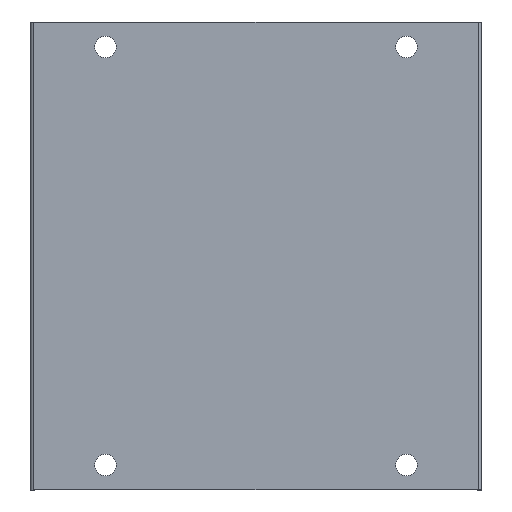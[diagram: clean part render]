
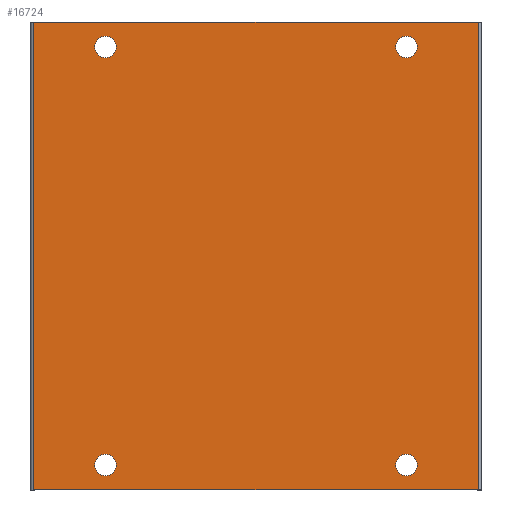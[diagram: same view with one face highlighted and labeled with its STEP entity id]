
A CAD part, front view. The second image highlights one B-rep face of the part: STEP entity #16724.
In plain terms, the highlighted planar face has unit normal (0, -1, 0).
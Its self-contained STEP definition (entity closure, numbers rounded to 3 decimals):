
#144 = DIRECTION ( 'NONE',  ( -1., 0., 0. ) ) ;
#819 = CARTESIAN_POINT ( 'NONE',  ( -45., 0., -59.25 ) ) ;
#1095 = DIRECTION ( 'NONE',  ( 0., 0., 1. ) ) ;
#1544 = ORIENTED_EDGE ( 'NONE', *, *, #4024, .T. ) ;
#1879 = DIRECTION ( 'NONE',  ( 0., 0., 1. ) ) ;
#2213 = LINE ( 'NONE', #3374, #36812 ) ;
#2432 = CARTESIAN_POINT ( 'NONE',  ( 45., 0., -65.75 ) ) ;
#2760 = AXIS2_PLACEMENT_3D ( 'NONE', #41170, #21192, #1095 ) ;
#2785 = CARTESIAN_POINT ( 'NONE',  ( 45., 0., 62.5 ) ) ;
#3104 = DIRECTION ( 'NONE',  ( 0., 1., 0. ) ) ;
#3312 = LINE ( 'NONE', #32958, #20126 ) ;
#3315 = EDGE_LOOP ( 'NONE', ( #21211, #32447, #10612, #23483 ) ) ;
#3374 = CARTESIAN_POINT ( 'NONE',  ( 67.45, 0., 69.95 ) ) ;
#3666 = DIRECTION ( 'NONE',  ( 0., 1., 0. ) ) ;
#4024 = EDGE_CURVE ( 'NONE', #25589, #6894, #16861, .T. ) ;
#5488 = VECTOR ( 'NONE', #16650, 1000. ) ;
#6211 = DIRECTION ( 'NONE',  ( 0., 0., 1. ) ) ;
#6558 = LINE ( 'NONE', #20016, #5488 ) ;
#6666 = VERTEX_POINT ( 'NONE', #819 ) ;
#6894 = VERTEX_POINT ( 'NONE', #2432 ) ;
#6922 = CIRCLE ( 'NONE', #17616, 3.25 ) ;
#6934 = VECTOR ( 'NONE', #11080, 1000. ) ;
#7129 = DIRECTION ( 'NONE',  ( 0., 1., 0. ) ) ;
#7539 = CARTESIAN_POINT ( 'NONE',  ( 67.45, 0., 69.95 ) ) ;
#8370 = CARTESIAN_POINT ( 'NONE',  ( -66.45, 0., -69.95 ) ) ;
#8670 = FACE_BOUND ( 'NONE', #12112, .T. ) ;
#8873 = CARTESIAN_POINT ( 'NONE',  ( 45., 0., 59.25 ) ) ;
#9151 = ORIENTED_EDGE ( 'NONE', *, *, #21044, .T. ) ;
#10612 = ORIENTED_EDGE ( 'NONE', *, *, #11800, .F. ) ;
#10639 = EDGE_CURVE ( 'NONE', #40696, #39347, #22269, .T. ) ;
#10848 = CARTESIAN_POINT ( 'NONE',  ( 45., 0., -59.25 ) ) ;
#11080 = DIRECTION ( 'NONE',  ( -1., 0., 0. ) ) ;
#11514 = ORIENTED_EDGE ( 'NONE', *, *, #33117, .T. ) ;
#11800 = EDGE_CURVE ( 'NONE', #21327, #40237, #15826, .T. ) ;
#11924 = AXIS2_PLACEMENT_3D ( 'NONE', #19108, #42446, #22450 ) ;
#12112 = EDGE_LOOP ( 'NONE', ( #1544, #21988 ) ) ;
#14271 = DIRECTION ( 'NONE',  ( 0., 1., 0. ) ) ;
#14643 = CARTESIAN_POINT ( 'NONE',  ( 66.45, 0., -69.95 ) ) ;
#14877 = CIRCLE ( 'NONE', #26037, 3.25 ) ;
#14905 = ORIENTED_EDGE ( 'NONE', *, *, #16183, .T. ) ;
#15277 = VERTEX_POINT ( 'NONE', #25246 ) ;
#15826 = LINE ( 'NONE', #31094, #6934 ) ;
#15888 = CIRCLE ( 'NONE', #11924, 3.25 ) ;
#16183 = EDGE_CURVE ( 'NONE', #6666, #27069, #27193, .T. ) ;
#16650 = DIRECTION ( 'NONE',  ( 0., 0., 1. ) ) ;
#16724 = ADVANCED_FACE ( 'NONE', ( #17560, #18598, #8670, #35314, #43160 ), #20863, .F. ) ;
#16861 = CIRCLE ( 'NONE', #30555, 3.25 ) ;
#17012 = EDGE_CURVE ( 'NONE', #31739, #40237, #3312, .T. ) ;
#17560 = FACE_BOUND ( 'NONE', #33604, .T. ) ;
#17573 = CARTESIAN_POINT ( 'NONE',  ( 45., 0., -62.5 ) ) ;
#17616 = AXIS2_PLACEMENT_3D ( 'NONE', #17573, #40916, #20918 ) ;
#17645 = EDGE_CURVE ( 'NONE', #35668, #15277, #23668, .T. ) ;
#18598 = FACE_BOUND ( 'NONE', #37091, .T. ) ;
#19108 = CARTESIAN_POINT ( 'NONE',  ( -45., 0., 62.5 ) ) ;
#19472 = VERTEX_POINT ( 'NONE', #25538 ) ;
#19608 = AXIS2_PLACEMENT_3D ( 'NONE', #27186, #7129, #30530 ) ;
#20016 = CARTESIAN_POINT ( 'NONE',  ( 66.45, 0., 69.95 ) ) ;
#20126 = VECTOR ( 'NONE', #26414, 1000. ) ;
#20863 = PLANE ( 'NONE',  #40672 ) ;
#20918 = DIRECTION ( 'NONE',  ( 0., 0., 1. ) ) ;
#21007 = AXIS2_PLACEMENT_3D ( 'NONE', #41958, #21946, #1879 ) ;
#21044 = EDGE_CURVE ( 'NONE', #39347, #40696, #14877, .T. ) ;
#21192 = DIRECTION ( 'NONE',  ( 0., 1., 0. ) ) ;
#21211 = ORIENTED_EDGE ( 'NONE', *, *, #38326, .T. ) ;
#21327 = VERTEX_POINT ( 'NONE', #14643 ) ;
#21946 = DIRECTION ( 'NONE',  ( 0., 1., 0. ) ) ;
#21988 = ORIENTED_EDGE ( 'NONE', *, *, #34017, .T. ) ;
#22269 = CIRCLE ( 'NONE', #21007, 3.25 ) ;
#22450 = DIRECTION ( 'NONE',  ( 0., 0., 1. ) ) ;
#22738 = EDGE_LOOP ( 'NONE', ( #14905, #30254 ) ) ;
#22954 = EDGE_CURVE ( 'NONE', #21327, #19472, #6558, .T. ) ;
#23169 = CARTESIAN_POINT ( 'NONE',  ( 45., 0., -62.5 ) ) ;
#23483 = ORIENTED_EDGE ( 'NONE', *, *, #22954, .T. ) ;
#23668 = CIRCLE ( 'NONE', #32544, 3.25 ) ;
#23738 = CARTESIAN_POINT ( 'NONE',  ( -45., 0., 62.5 ) ) ;
#25246 = CARTESIAN_POINT ( 'NONE',  ( -45., 0., 65.75 ) ) ;
#25538 = CARTESIAN_POINT ( 'NONE',  ( 66.45, 0., 69.95 ) ) ;
#25589 = VERTEX_POINT ( 'NONE', #10848 ) ;
#26037 = AXIS2_PLACEMENT_3D ( 'NONE', #2785, #26238, #6211 ) ;
#26238 = DIRECTION ( 'NONE',  ( 0., 1., 0. ) ) ;
#26414 = DIRECTION ( 'NONE',  ( 0., 0., -1. ) ) ;
#26568 = DIRECTION ( 'NONE',  ( 0., 0., 1. ) ) ;
#27069 = VERTEX_POINT ( 'NONE', #32314 ) ;
#27130 = DIRECTION ( 'NONE',  ( 0., 0., 1. ) ) ;
#27186 = CARTESIAN_POINT ( 'NONE',  ( -45., 0., -62.5 ) ) ;
#27193 = CIRCLE ( 'NONE', #2760, 3.25 ) ;
#30117 = ORIENTED_EDGE ( 'NONE', *, *, #17645, .T. ) ;
#30254 = ORIENTED_EDGE ( 'NONE', *, *, #34511, .T. ) ;
#30530 = DIRECTION ( 'NONE',  ( 0., 0., 1. ) ) ;
#30555 = AXIS2_PLACEMENT_3D ( 'NONE', #23169, #3104, #26568 ) ;
#31094 = CARTESIAN_POINT ( 'NONE',  ( 67.45, 0., -69.95 ) ) ;
#31739 = VERTEX_POINT ( 'NONE', #32825 ) ;
#32314 = CARTESIAN_POINT ( 'NONE',  ( -45., 0., -65.75 ) ) ;
#32445 = CIRCLE ( 'NONE', #19608, 3.25 ) ;
#32447 = ORIENTED_EDGE ( 'NONE', *, *, #17012, .T. ) ;
#32544 = AXIS2_PLACEMENT_3D ( 'NONE', #23738, #3666, #27130 ) ;
#32825 = CARTESIAN_POINT ( 'NONE',  ( -66.45, 0., 69.95 ) ) ;
#32958 = CARTESIAN_POINT ( 'NONE',  ( -66.45, 0., 69.95 ) ) ;
#33117 = EDGE_CURVE ( 'NONE', #15277, #35668, #15888, .T. ) ;
#33435 = CARTESIAN_POINT ( 'NONE',  ( 45., 0., 65.75 ) ) ;
#33604 = EDGE_LOOP ( 'NONE', ( #9151, #35248 ) ) ;
#34017 = EDGE_CURVE ( 'NONE', #6894, #25589, #6922, .T. ) ;
#34511 = EDGE_CURVE ( 'NONE', #27069, #6666, #32445, .T. ) ;
#35248 = ORIENTED_EDGE ( 'NONE', *, *, #10639, .T. ) ;
#35314 = FACE_BOUND ( 'NONE', #22738, .T. ) ;
#35668 = VERTEX_POINT ( 'NONE', #42495 ) ;
#36812 = VECTOR ( 'NONE', #144, 1000. ) ;
#37091 = EDGE_LOOP ( 'NONE', ( #11514, #30117 ) ) ;
#37668 = DIRECTION ( 'NONE',  ( 0., 0., 1. ) ) ;
#38326 = EDGE_CURVE ( 'NONE', #19472, #31739, #2213, .T. ) ;
#39347 = VERTEX_POINT ( 'NONE', #33435 ) ;
#40237 = VERTEX_POINT ( 'NONE', #8370 ) ;
#40672 = AXIS2_PLACEMENT_3D ( 'NONE', #7539, #14271, #37668 ) ;
#40696 = VERTEX_POINT ( 'NONE', #8873 ) ;
#40916 = DIRECTION ( 'NONE',  ( 0., 1., 0. ) ) ;
#41170 = CARTESIAN_POINT ( 'NONE',  ( -45., 0., -62.5 ) ) ;
#41958 = CARTESIAN_POINT ( 'NONE',  ( 45., 0., 62.5 ) ) ;
#42446 = DIRECTION ( 'NONE',  ( 0., 1., 0. ) ) ;
#42495 = CARTESIAN_POINT ( 'NONE',  ( -45., 0., 59.25 ) ) ;
#43160 = FACE_OUTER_BOUND ( 'NONE', #3315, .T. ) ;
